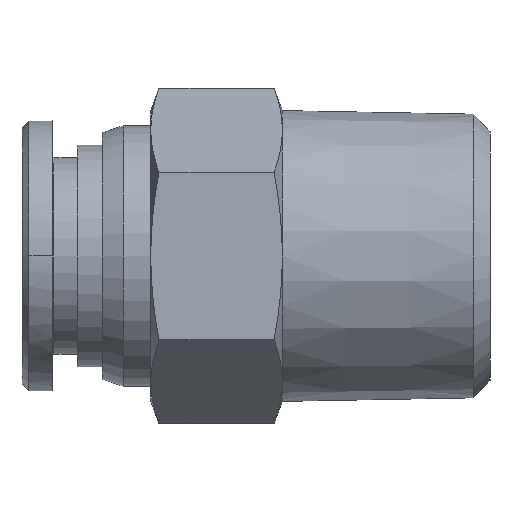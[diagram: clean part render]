
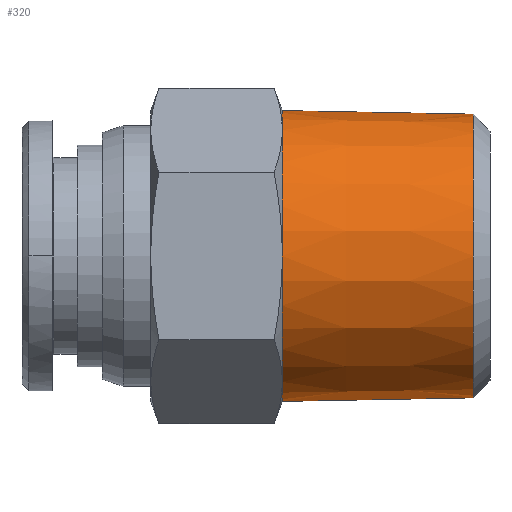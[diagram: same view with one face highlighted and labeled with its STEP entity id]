
A CAD part, front view. The second image highlights one B-rep face of the part: STEP entity #320.
In plain terms, the highlighted conical face has half-angle 1.06 degrees and reference radius 10.361 mm.
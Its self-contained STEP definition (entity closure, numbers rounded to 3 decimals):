
#252=CARTESIAN_POINT('',(3.0,0.0,0.0));
#253=DIRECTION('',(-1.0,0.0,0.0));
#254=DIRECTION('',(0.0,0.0,1.0));
#255=AXIS2_PLACEMENT_3D('',#252,#253,#254);
#256=CONICAL_SURFACE('',#255,10.361,1.06);
#257=CARTESIAN_POINT('',(-4.5,0.,10.5));
#258=VERTEX_POINT('',#257);
#259=CARTESIAN_POINT('',(9.3,0.,10.245));
#260=VERTEX_POINT('',#259);
#261=CARTESIAN_POINT('',(-4.5,0.,10.5));
#262=DIRECTION('',(1.,0.,-0.018));
#263=VECTOR('',#262,13.803);
#264=LINE('',#261,#263);
#265=EDGE_CURVE('',#258,#260,#264,.T.);
#266=ORIENTED_EDGE('',*,*,#265,.F.);
#267=CARTESIAN_POINT('',(-4.5,-5.25,9.093));
#268=VERTEX_POINT('',#267);
#269=CARTESIAN_POINT('',(-4.5,0.0,0.0));
#270=DIRECTION('',(1.0,0.0,0.0));
#271=DIRECTION('',(0.0,0.0,1.0));
#272=AXIS2_PLACEMENT_3D('',#269,#270,#271);
#273=CIRCLE('',#272,10.5);
#274=EDGE_CURVE('',#258,#268,#273,.T.);
#275=ORIENTED_EDGE('',*,*,#274,.T.);
#276=CARTESIAN_POINT('',(-4.5,-10.5,0.));
#277=VERTEX_POINT('',#276);
#278=CARTESIAN_POINT('',(-4.5,0.0,0.0));
#279=DIRECTION('',(1.0,0.0,0.0));
#280=DIRECTION('',(0.0,0.0,1.0));
#281=AXIS2_PLACEMENT_3D('',#278,#279,#280);
#282=CIRCLE('',#281,10.5);
#283=EDGE_CURVE('',#268,#277,#282,.T.);
#284=ORIENTED_EDGE('',*,*,#283,.T.);
#285=CARTESIAN_POINT('',(-4.5,-5.25,-9.093));
#286=VERTEX_POINT('',#285);
#287=CARTESIAN_POINT('',(-4.5,0.0,0.0));
#288=DIRECTION('',(1.0,0.0,0.0));
#289=DIRECTION('',(0.0,0.0,1.0));
#290=AXIS2_PLACEMENT_3D('',#287,#288,#289);
#291=CIRCLE('',#290,10.5);
#292=EDGE_CURVE('',#277,#286,#291,.T.);
#293=ORIENTED_EDGE('',*,*,#292,.T.);
#294=CARTESIAN_POINT('',(-4.5,0.,-10.5));
#295=VERTEX_POINT('',#294);
#296=CARTESIAN_POINT('',(-4.5,0.0,0.0));
#297=DIRECTION('',(1.0,0.0,0.0));
#298=DIRECTION('',(0.0,0.0,1.0));
#299=AXIS2_PLACEMENT_3D('',#296,#297,#298);
#300=CIRCLE('',#299,10.5);
#301=EDGE_CURVE('',#286,#295,#300,.T.);
#302=ORIENTED_EDGE('',*,*,#301,.T.);
#303=CARTESIAN_POINT('',(9.3,0.,-10.245));
#304=VERTEX_POINT('',#303);
#305=CARTESIAN_POINT('',(9.3,0.,-10.245));
#306=DIRECTION('',(-1.,0.,-0.018));
#307=VECTOR('',#306,13.803);
#308=LINE('',#305,#307);
#309=EDGE_CURVE('',#304,#295,#308,.T.);
#310=ORIENTED_EDGE('',*,*,#309,.F.);
#311=CARTESIAN_POINT('',(9.3,0.,0.0));
#312=DIRECTION('',(1.0,0.0,0.0));
#313=DIRECTION('',(0.0,0.0,-1.0));
#314=AXIS2_PLACEMENT_3D('',#311,#312,#313);
#315=CIRCLE('',#314,10.245);
#316=EDGE_CURVE('',#260,#304,#315,.T.);
#317=ORIENTED_EDGE('',*,*,#316,.F.);
#318=EDGE_LOOP('',(#266,#275,#284,#293,#302,#310,#317));
#319=FACE_OUTER_BOUND('',#318,.T.);
#320=ADVANCED_FACE('',(#319),#256,.T.);
